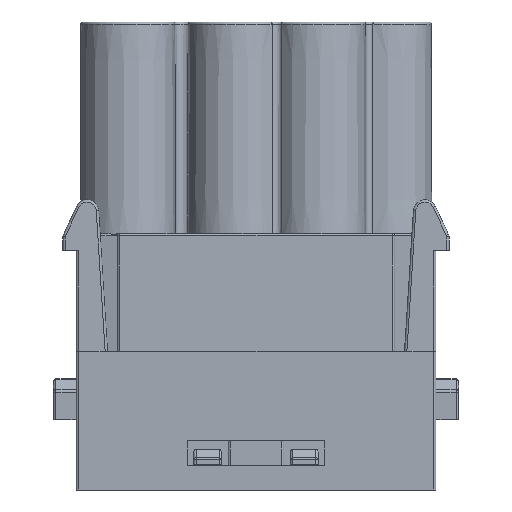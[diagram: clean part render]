
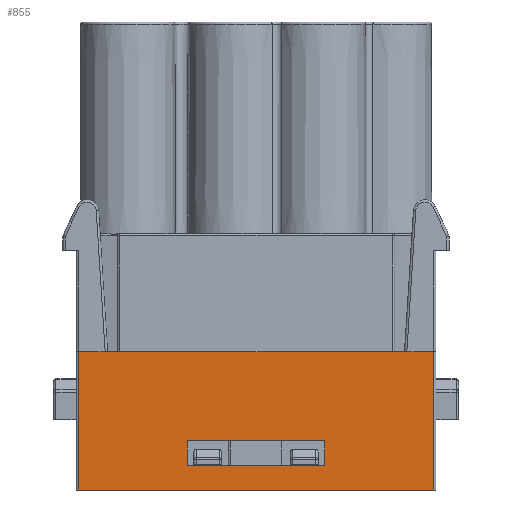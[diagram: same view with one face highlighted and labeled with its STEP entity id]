
A CAD part, front view. The second image highlights one B-rep face of the part: STEP entity #855.
In plain terms, the highlighted planar face has unit normal (0, -1, 0).
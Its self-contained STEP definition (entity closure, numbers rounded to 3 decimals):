
#323=FACE_BOUND('',#2394,.T.);
#324=FACE_BOUND('',#2395,.T.);
#589=PLANE('',#11945);
#855=ADVANCED_FACE('',(#323,#324),#589,.T.);
#2394=EDGE_LOOP('',(#5288,#5289,#5290,#5291,#5292,#5293,#5294,#5295));
#2395=EDGE_LOOP('',(#5296,#5297,#5298,#5299));
#3620=LINE('',#17171,#4302);
#3629=LINE('',#17207,#4311);
#3666=LINE('',#17306,#4348);
#3667=LINE('',#17309,#4349);
#3668=LINE('',#17310,#4350);
#3669=LINE('',#17312,#4351);
#3670=LINE('',#17314,#4352);
#3671=LINE('',#17315,#4353);
#3672=LINE('',#17316,#4354);
#3673=LINE('',#17319,#4355);
#3674=LINE('',#17321,#4356);
#3675=LINE('',#17323,#4357);
#4302=VECTOR('',#13480,1.);
#4311=VECTOR('',#13495,1.);
#4348=VECTOR('',#13600,1.);
#4349=VECTOR('',#13601,1.);
#4350=VECTOR('',#13602,1.);
#4351=VECTOR('',#13603,1.);
#4352=VECTOR('',#13604,1.);
#4353=VECTOR('',#13605,1.);
#4354=VECTOR('',#13606,1.);
#4355=VECTOR('',#13607,1.);
#4356=VECTOR('',#13608,1.);
#4357=VECTOR('',#13609,1.);
#5288=ORIENTED_EDGE('',*,*,#9824,.T.);
#5289=ORIENTED_EDGE('',*,*,#9825,.F.);
#5290=ORIENTED_EDGE('',*,*,#9759,.T.);
#5291=ORIENTED_EDGE('',*,*,#9826,.T.);
#5292=ORIENTED_EDGE('',*,*,#9827,.F.);
#5293=ORIENTED_EDGE('',*,*,#9828,.F.);
#5294=ORIENTED_EDGE('',*,*,#9771,.F.);
#5295=ORIENTED_EDGE('',*,*,#9829,.F.);
#5296=ORIENTED_EDGE('',*,*,#9830,.T.);
#5297=ORIENTED_EDGE('',*,*,#9831,.F.);
#5298=ORIENTED_EDGE('',*,*,#9832,.F.);
#5299=ORIENTED_EDGE('',*,*,#9833,.F.);
#8586=VERTEX_POINT('',#17170);
#8587=VERTEX_POINT('',#17172);
#8592=VERTEX_POINT('',#17183);
#8598=VERTEX_POINT('',#17206);
#8627=VERTEX_POINT('',#17307);
#8628=VERTEX_POINT('',#17308);
#8629=VERTEX_POINT('',#17311);
#8630=VERTEX_POINT('',#17313);
#8631=VERTEX_POINT('',#17317);
#8632=VERTEX_POINT('',#17318);
#8633=VERTEX_POINT('',#17320);
#8634=VERTEX_POINT('',#17322);
#9759=EDGE_CURVE('',#8587,#8586,#3620,.T.);
#9771=EDGE_CURVE('',#8598,#8592,#3629,.T.);
#9824=EDGE_CURVE('',#8627,#8628,#3666,.T.);
#9825=EDGE_CURVE('',#8587,#8628,#3667,.T.);
#9826=EDGE_CURVE('',#8586,#8629,#3668,.T.);
#9827=EDGE_CURVE('',#8630,#8629,#3669,.T.);
#9828=EDGE_CURVE('',#8592,#8630,#3670,.T.);
#9829=EDGE_CURVE('',#8627,#8598,#3671,.T.);
#9830=EDGE_CURVE('',#8631,#8632,#3672,.T.);
#9831=EDGE_CURVE('',#8633,#8632,#3673,.T.);
#9832=EDGE_CURVE('',#8634,#8633,#3674,.T.);
#9833=EDGE_CURVE('',#8631,#8634,#3675,.T.);
#11945=AXIS2_PLACEMENT_3D('',#17324,#13610,#13611);
#13480=DIRECTION('',(-1.,0.,0.));
#13495=DIRECTION('',(1.,0.,0.));
#13600=DIRECTION('',(1.,0.,0.));
#13601=DIRECTION('',(0.,0.,-1.));
#13602=DIRECTION('',(-1.,0.,0.));
#13603=DIRECTION('',(1.,0.,0.));
#13604=DIRECTION('',(1.,0.,0.));
#13605=DIRECTION('',(0.,0.,1.));
#13606=DIRECTION('',(0.,0.,-1.));
#13607=DIRECTION('',(1.,0.,0.));
#13608=DIRECTION('',(0.,0.,-1.));
#13609=DIRECTION('',(-1.,0.,0.));
#13610=DIRECTION('',(0.,-1.,0.));
#13611=DIRECTION('',(0.,0.,1.));
#17170=CARTESIAN_POINT('',(16.54,24.323,-49.855));
#17171=CARTESIAN_POINT('',(-11.311,24.323,-49.855));
#17172=CARTESIAN_POINT('',(18.789,24.323,-49.855));
#17183=CARTESIAN_POINT('',(-8.861,24.323,-49.855));
#17206=CARTESIAN_POINT('',(-11.111,24.323,-49.855));
#17207=CARTESIAN_POINT('',(3.839,24.323,-49.855));
#17306=CARTESIAN_POINT('',(-11.311,24.323,-61.505));
#17307=CARTESIAN_POINT('',(-11.111,24.323,-61.505));
#17308=CARTESIAN_POINT('',(18.789,24.323,-61.505));
#17309=CARTESIAN_POINT('',(18.789,24.323,-0.505));
#17310=CARTESIAN_POINT('',(-11.311,24.323,-49.855));
#17311=CARTESIAN_POINT('',(15.314,24.323,-49.855));
#17312=CARTESIAN_POINT('',(3.839,24.323,-49.855));
#17313=CARTESIAN_POINT('',(-7.636,24.323,-49.855));
#17314=CARTESIAN_POINT('',(3.839,24.323,-49.855));
#17315=CARTESIAN_POINT('',(-11.111,24.323,-49.855));
#17316=CARTESIAN_POINT('',(9.639,24.323,-0.505));
#17317=CARTESIAN_POINT('',(9.639,24.323,-57.355));
#17318=CARTESIAN_POINT('',(9.639,24.323,-59.455));
#17319=CARTESIAN_POINT('',(-11.311,24.323,-59.455));
#17320=CARTESIAN_POINT('',(-1.961,24.323,-59.455));
#17321=CARTESIAN_POINT('',(-1.961,24.323,-0.505));
#17322=CARTESIAN_POINT('',(-1.961,24.323,-57.355));
#17323=CARTESIAN_POINT('',(-11.311,24.323,-57.355));
#17324=CARTESIAN_POINT('',(-11.311,24.323,-0.505));
